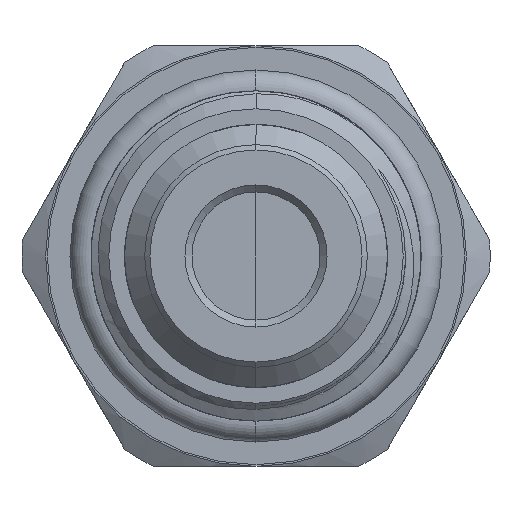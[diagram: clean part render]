
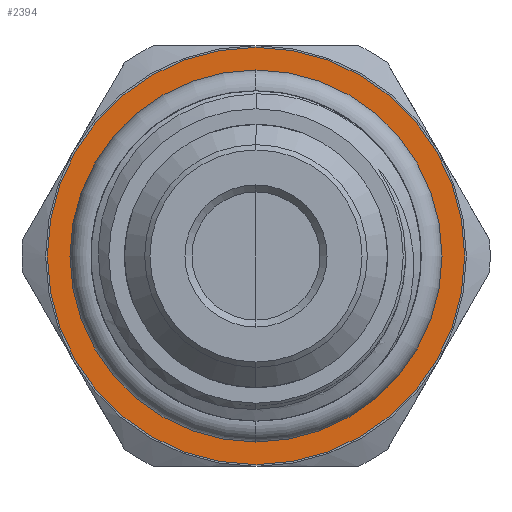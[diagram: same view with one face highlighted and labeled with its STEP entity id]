
A CAD part, left-side view. The second image highlights one B-rep face of the part: STEP entity #2394.
In plain terms, the highlighted planar face has unit normal (-1, 0, 0).
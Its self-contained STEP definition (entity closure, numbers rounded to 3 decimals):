
#1054 = CARTESIAN_POINT ( 'NONE',  ( -3.674, 0., 0. ) ) ;
#1060 = DIRECTION ( 'NONE',  ( 0., 0., 1. ) ) ;
#1061 = DIRECTION ( 'NONE',  ( 1., 0., 0. ) ) ;
#1065 = CARTESIAN_POINT ( 'NONE',  ( -3.674, 0., 0. ) ) ;
#1123 = DIRECTION ( 'NONE',  ( 0., 0., 1. ) ) ;
#1126 = DIRECTION ( 'NONE',  ( -1., 0., 0. ) ) ;
#2394 = ADVANCED_FACE ( 'NONE', ( #15698, #15705 ), #9259, .T. ) ;
#7479 = ORIENTED_EDGE ( 'NONE', *, *, #16665, .T. ) ;
#7480 = ORIENTED_EDGE ( 'NONE', *, *, #16208, .T. ) ;
#7481 = ORIENTED_EDGE ( 'NONE', *, *, #16659, .T. ) ;
#7482 = ORIENTED_EDGE ( 'NONE', *, *, #16336, .T. ) ;
#8603 = CIRCLE ( 'NONE', #16174, 11.9 ) ;
#8784 = CIRCLE ( 'NONE', #16176, 8.895 ) ;
#8977 = CARTESIAN_POINT ( 'NONE',  ( -3.674, 11.9, 0. ) ) ;
#9080 = DIRECTION ( 'NONE',  ( -1., 0., 0. ) ) ;
#9243 = DIRECTION ( 'NONE',  ( 0., 0., 1. ) ) ;
#9259 = PLANE ( 'NONE',  #17104 ) ;
#9964 = CARTESIAN_POINT ( 'NONE',  ( -3.674, 0., -11.9 ) ) ;
#9973 = CARTESIAN_POINT ( 'NONE',  ( -3.674, 0., 11.9 ) ) ;
#9990 = CARTESIAN_POINT ( 'NONE',  ( -3.674, 0., -8.895 ) ) ;
#10016 = CARTESIAN_POINT ( 'NONE',  ( -3.674, 0., 8.895 ) ) ;
#11714 = VERTEX_POINT ( 'NONE', #10016 ) ;
#11739 = VERTEX_POINT ( 'NONE', #9990 ) ;
#11757 = VERTEX_POINT ( 'NONE', #9973 ) ;
#11766 = VERTEX_POINT ( 'NONE', #9964 ) ;
#12448 = DIRECTION ( 'NONE',  ( -1., 0., 0. ) ) ;
#12449 = CARTESIAN_POINT ( 'NONE',  ( -3.674, 0., 0. ) ) ;
#12453 = DIRECTION ( 'NONE',  ( 0., 0., 1. ) ) ;
#12696 = DIRECTION ( 'NONE',  ( 0., 0., 1. ) ) ;
#12746 = CARTESIAN_POINT ( 'NONE',  ( -3.674, 0., 0. ) ) ;
#12843 = DIRECTION ( 'NONE',  ( 1., 0., 0. ) ) ;
#15339 = EDGE_LOOP ( 'NONE', ( #7482, #7481 ) ) ;
#15380 = EDGE_LOOP ( 'NONE', ( #7480, #7479 ) ) ;
#15698 = FACE_BOUND ( 'NONE', #15380, .T. ) ;
#15705 = FACE_OUTER_BOUND ( 'NONE', #15339, .T. ) ;
#16007 = CIRCLE ( 'NONE', #17161, 8.895 ) ;
#16066 = CIRCLE ( 'NONE', #17176, 11.9 ) ;
#16174 = AXIS2_PLACEMENT_3D ( 'NONE', #1054, #1126, #1123 ) ;
#16176 = AXIS2_PLACEMENT_3D ( 'NONE', #1065, #1061, #1060 ) ;
#16208 = EDGE_CURVE ( 'NONE', #11714, #11739, #16007, .T. ) ;
#16336 = EDGE_CURVE ( 'NONE', #11757, #11766, #16066, .T. ) ;
#16659 = EDGE_CURVE ( 'NONE', #11766, #11757, #8603, .T. ) ;
#16665 = EDGE_CURVE ( 'NONE', #11739, #11714, #8784, .T. ) ;
#17104 = AXIS2_PLACEMENT_3D ( 'NONE', #8977, #9080, #9243 ) ;
#17161 = AXIS2_PLACEMENT_3D ( 'NONE', #12746, #12843, #12696 ) ;
#17176 = AXIS2_PLACEMENT_3D ( 'NONE', #12449, #12448, #12453 ) ;
